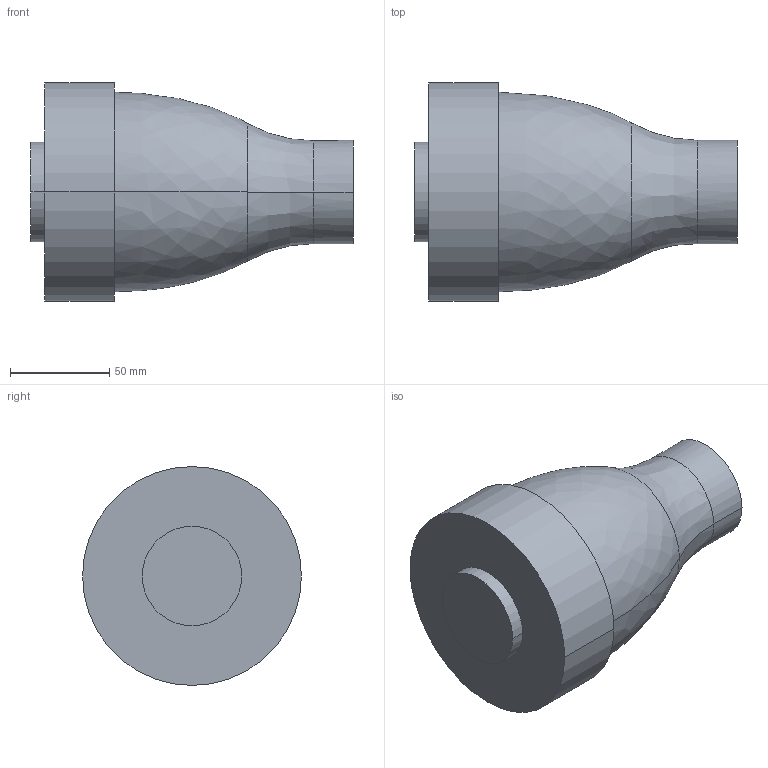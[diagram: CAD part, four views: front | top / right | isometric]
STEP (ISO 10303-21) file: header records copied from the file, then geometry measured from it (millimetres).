
FILE_DESCRIPTION(('STEP AP214'),'1');
FILE_NAME('JUIN 18 BOL 100 A step.stp','2018-06-22T13:53:49',('PILOT'),('personnel'),'Spatial InterOp 3D',' ',' ');
FILE_SCHEMA(('automotive_design'));
Length unit declared in the file: inch
Products named in the file (1): PiÃ¨ce_8229
Bounding box: 162 x 110 x 110 mm (x, y, z)
Volume: 893776.2 mm3; surface area: 58006 mm2
Topology: 1 solids, 1 shells, 17 faces, 34 edges, 22 vertices
Faces by surface type: cylinder 8, plane 5, bspline 4
Entity records: 1183 total; most frequent: CARTESIAN_POINT 684, ORIENTED_EDGE 68, DIRECTION 66, EDGE_CURVE 34, AXIS2_PLACEMENT_3D 29, VERTEX_POINT 22, EDGE_LOOP 20, STYLED_ITEM 18
